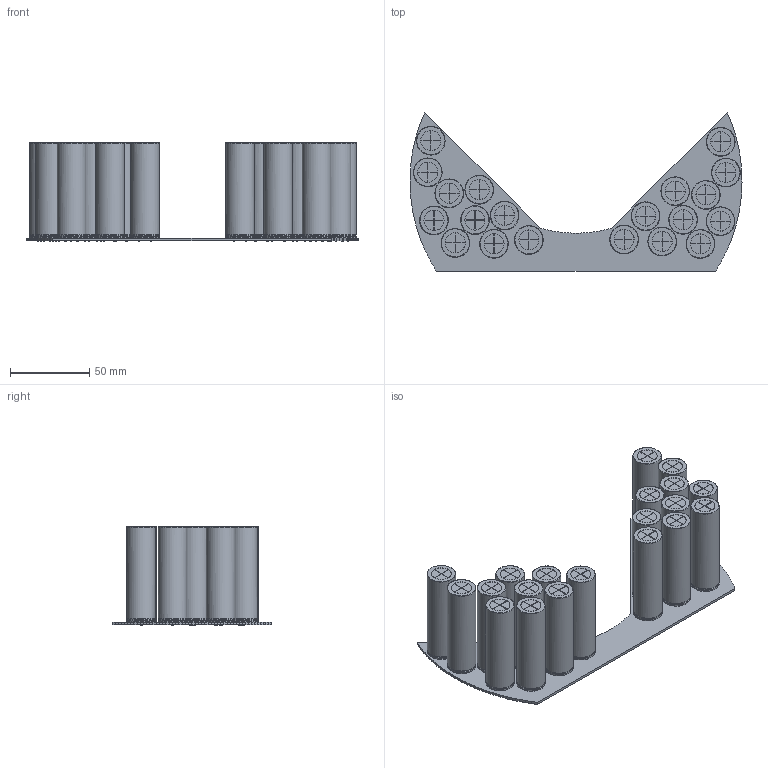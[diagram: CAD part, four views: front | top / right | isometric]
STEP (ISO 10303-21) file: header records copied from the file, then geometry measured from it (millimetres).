
FILE_DESCRIPTION(('KiCad electronic assembly'),'2;1');
FILE_NAME('supercap.step','2023-05-31T15:43:20',('Pcbnew'),('Kicad'), 'Open CASCADE STEP processor 7.5','KiCad to STEP converter','Unknown' );
FILE_SCHEMA(('AUTOMOTIVE_DESIGN { 1 0 10303 214 1 1 1 1 }'));
Length unit declared in the file: millimetre
Products named in the file (4): supercap 1; CP_Radial_D18.0mm_P7.50mm_L60.0mm; SOLID; _autosave-supercap PCB
Assembly tree (22 placements, depth 3):
  supercap 1
    CP_Radial_D18.0mm_P7.50mm_L60.0mm  x20
      SOLID
    _autosave-supercap PCB
Bounding box: 209 x 99.95 x 62 mm (x, y, z)
Volume: 322365 mm3; surface area: 107486.4 mm2
Topology: 21 solids, 41 shells, 852 faces, 2010 edges, 1320 vertices
Faces by surface type: plane 532, cylinder 180, torus 140
Full cylindrical faces by diameter (mm): 0.9 x40, 1.2 x40, 12.6 x60, 18 x40
Entity records: 15357 total; most frequent: CARTESIAN_POINT 3378, DIRECTION 2196, LINE 1502, VECTOR 1502, ORIENTED_EDGE 1170, PCURVE 1170, DEFINITIONAL_REPRESENTATION 1170, EDGE_CURVE 585
